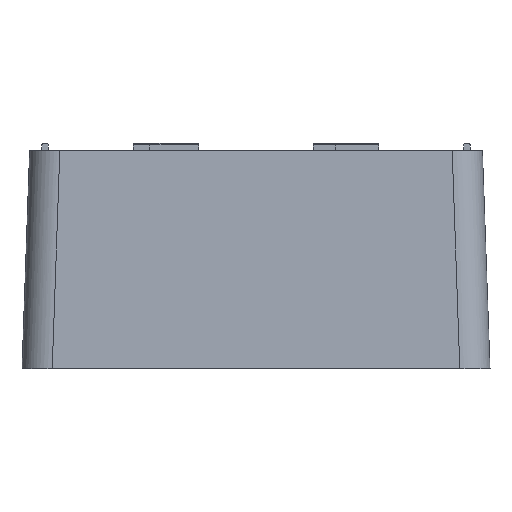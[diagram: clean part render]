
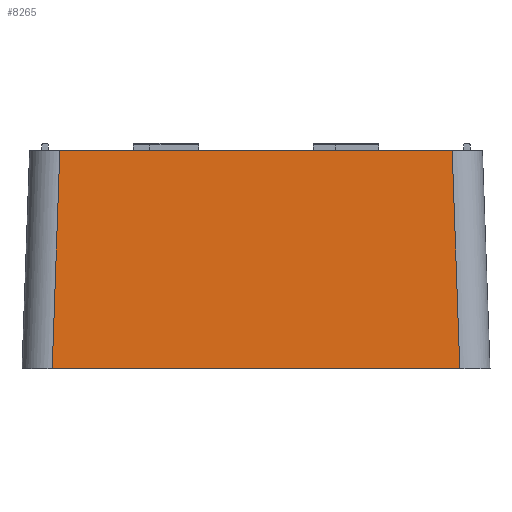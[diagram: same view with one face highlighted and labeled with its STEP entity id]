
A CAD part, left-side view. The second image highlights one B-rep face of the part: STEP entity #8265.
In plain terms, the highlighted planar face has unit normal (-0.999, 0, 0.035).
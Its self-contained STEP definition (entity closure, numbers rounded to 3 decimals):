
#29 = DIRECTION ( 'NONE',  ( -0.999, 0., 0.035 ) ) ;
#48 = VERTEX_POINT ( 'NONE', #5840 ) ;
#320 = CARTESIAN_POINT ( 'NONE',  ( -41.55, -12.001, 40. ) ) ;
#693 = B_SPLINE_CURVE_WITH_KNOTS ( 'NONE', 3,
 ( #1154, #5591, #320, #1814 ),
 .UNSPECIFIED., .F., .F.,
 ( 4, 4 ),
 ( 0., 1. ),
 .UNSPECIFIED. ) ;
#698 = CARTESIAN_POINT ( 'NONE',  ( -42.947, 12.467, 0. ) ) ;
#705 = VERTEX_POINT ( 'NONE', #3262 ) ;
#717 = CARTESIAN_POINT ( 'NONE',  ( -42.016, -36.469, 26.667 ) ) ;
#994 = EDGE_CURVE ( 'NONE', #3231, #48, #693, .T. ) ;
#1154 = CARTESIAN_POINT ( 'NONE',  ( -41.55, 36.003, 40. ) ) ;
#1201 = CARTESIAN_POINT ( 'NONE',  ( -42.016, 36.469, 26.667 ) ) ;
#1484 = EDGE_CURVE ( 'NONE', #3231, #6991, #2608, .T. ) ;
#1547 = CARTESIAN_POINT ( 'NONE',  ( -42.947, -37.4, 0. ) ) ;
#1621 = CARTESIAN_POINT ( 'NONE',  ( -42.947, -37.4, 0. ) ) ;
#1694 = CARTESIAN_POINT ( 'NONE',  ( -42.947, 37.4, 0. ) ) ;
#1814 = CARTESIAN_POINT ( 'NONE',  ( -41.55, -36.003, 40. ) ) ;
#1835 = ORIENTED_EDGE ( 'NONE', *, *, #1484, .T. ) ;
#2608 = B_SPLINE_CURVE_WITH_KNOTS ( 'NONE', 3,
 ( #8692, #1201, #6277, #7943 ),
 .UNSPECIFIED., .F., .F.,
 ( 4, 4 ),
 ( 0., 1. ),
 .UNSPECIFIED. ) ;
#2731 = EDGE_LOOP ( 'NONE', ( #2844, #1835, #9612, #3638 ) ) ;
#2844 = ORIENTED_EDGE ( 'NONE', *, *, #994, .F. ) ;
#2909 = B_SPLINE_CURVE_WITH_KNOTS ( 'NONE', 3,
 ( #1621, #3174, #717, #3830 ),
 .UNSPECIFIED., .F., .F.,
 ( 4, 4 ),
 ( 0., 1. ),
 .UNSPECIFIED. ) ;
#3174 = CARTESIAN_POINT ( 'NONE',  ( -42.481, -36.935, 13.333 ) ) ;
#3231 = VERTEX_POINT ( 'NONE', #3601 ) ;
#3262 = CARTESIAN_POINT ( 'NONE',  ( -42.947, -37.4, 0. ) ) ;
#3601 = CARTESIAN_POINT ( 'NONE',  ( -41.55, 36.003, 40. ) ) ;
#3638 = ORIENTED_EDGE ( 'NONE', *, *, #6526, .T. ) ;
#3669 = PLANE ( 'NONE',  #8852 ) ;
#3754 = CARTESIAN_POINT ( 'NONE',  ( -42.947, -12.467, 0. ) ) ;
#3830 = CARTESIAN_POINT ( 'NONE',  ( -41.55, -36.003, 40. ) ) ;
#4507 = DIRECTION ( 'NONE',  ( 0., 1., 0. ) ) ;
#5147 = FACE_OUTER_BOUND ( 'NONE', #2731, .T. ) ;
#5230 = EDGE_CURVE ( 'NONE', #6991, #705, #8167, .T. ) ;
#5447 = CARTESIAN_POINT ( 'NONE',  ( -41.55, 0., 40. ) ) ;
#5591 = CARTESIAN_POINT ( 'NONE',  ( -41.55, 12.001, 40. ) ) ;
#5840 = CARTESIAN_POINT ( 'NONE',  ( -41.55, -36.003, 40. ) ) ;
#6277 = CARTESIAN_POINT ( 'NONE',  ( -42.481, 36.935, 13.333 ) ) ;
#6526 = EDGE_CURVE ( 'NONE', #705, #48, #2909, .T. ) ;
#6991 = VERTEX_POINT ( 'NONE', #1694 ) ;
#7492 = CARTESIAN_POINT ( 'NONE',  ( -42.947, 37.4, 0. ) ) ;
#7943 = CARTESIAN_POINT ( 'NONE',  ( -42.947, 37.4, 0. ) ) ;
#8167 = B_SPLINE_CURVE_WITH_KNOTS ( 'NONE', 3,
 ( #7492, #698, #3754, #1547 ),
 .UNSPECIFIED., .F., .F.,
 ( 4, 4 ),
 ( 0., 1. ),
 .UNSPECIFIED. ) ;
#8265 = ADVANCED_FACE ( 'NONE', ( #5147 ), #3669, .T. ) ;
#8692 = CARTESIAN_POINT ( 'NONE',  ( -41.55, 36.003, 40. ) ) ;
#8852 = AXIS2_PLACEMENT_3D ( 'NONE', #5447, #29, #4507 ) ;
#9612 = ORIENTED_EDGE ( 'NONE', *, *, #5230, .T. ) ;
